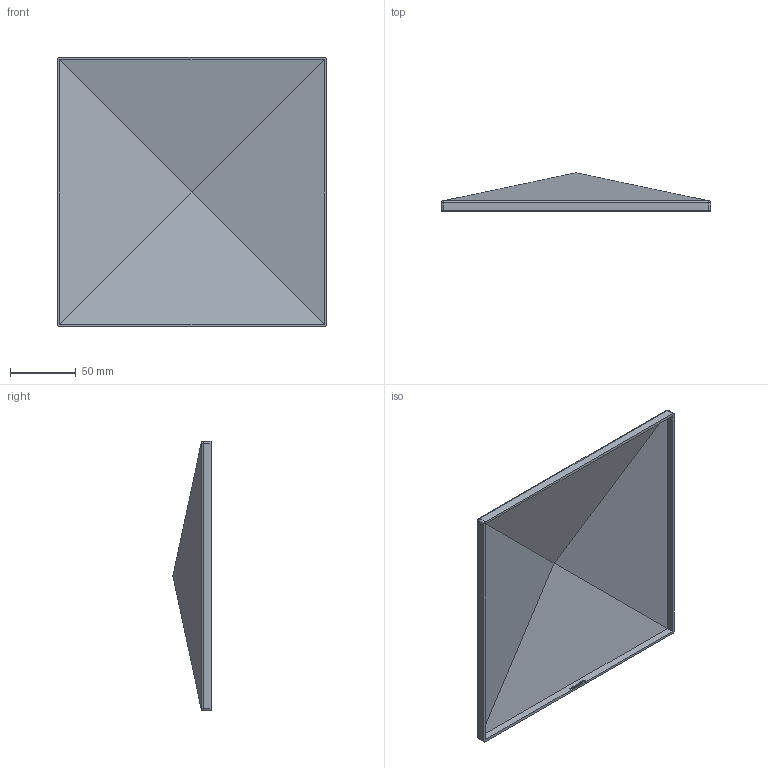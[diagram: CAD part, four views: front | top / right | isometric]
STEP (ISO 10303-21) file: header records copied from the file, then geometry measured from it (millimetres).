
FILE_DESCRIPTION (( 'STEP AP203' ), '1' );
FILE_NAME ('165-200.step', '2019-09-04T06:21:54', ( '' ), ( '' ), 'SwSTEP 2.0', 'SolidWorks 2015', '' );
FILE_SCHEMA (( 'CONFIG_CONTROL_DESIGN' ));
Length unit declared in the file: millimetre
Products named in the file (1): 165-200
Bounding box: 205 x 29 x 205 mm (x, y, z)
Volume: 94420.2 mm3; surface area: 95977.8 mm2
Topology: 1 solids, 1 shells, 226 faces, 580 edges, 374 vertices
Faces by surface type: plane 117, bspline 89, cylinder 12, sphere 8
Entity records: 11827 total; most frequent: CARTESIAN_POINT 6882, ORIENTED_EDGE 1152, DIRECTION 702, EDGE_CURVE 576, VERTEX_POINT 374, VECTOR 370, LINE 370, EDGE_LOOP 248
